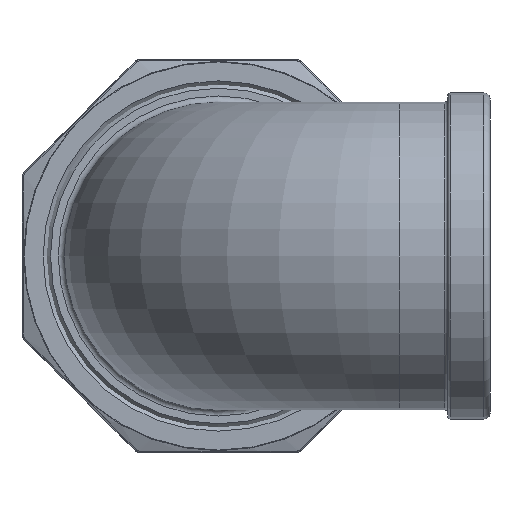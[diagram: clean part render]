
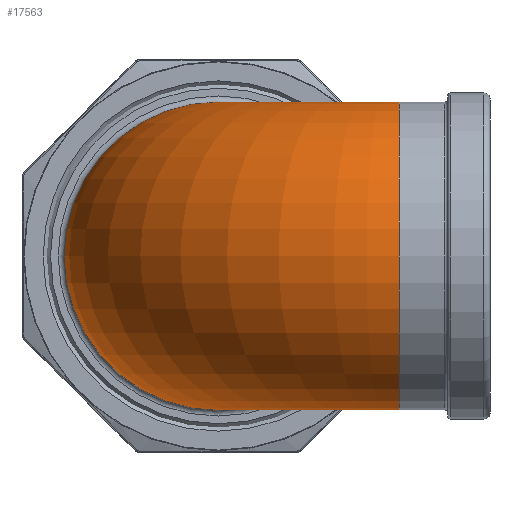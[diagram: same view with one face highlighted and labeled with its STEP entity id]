
A CAD part, left-side view. The second image highlights one B-rep face of the part: STEP entity #17563.
In plain terms, the highlighted toroidal (fillet/blend) face has major radius 30 mm and minor radius 25.5 mm.
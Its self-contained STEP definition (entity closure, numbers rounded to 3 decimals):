
#24 = DIRECTION ( 'NONE',  ( 0., -1., 0. ) ) ;
#981 = CARTESIAN_POINT ( 'NONE',  ( -25., -30., 0. ) ) ;
#1384 = CARTESIAN_POINT ( 'NONE',  ( -29.5, -30., 0. ) ) ;
#2232 = FACE_OUTER_BOUND ( 'NONE', #9965, .T. ) ;
#2395 = DIRECTION ( 'NONE',  ( 1., 0., 0. ) ) ;
#2455 = CIRCLE ( 'NONE', #9868, 25.5 ) ;
#3684 = AXIS2_PLACEMENT_3D ( 'NONE', #4877, #10305, #14262 ) ;
#3798 = EDGE_CURVE ( 'NONE', #7394, #7394, #2455, .T. ) ;
#4877 = CARTESIAN_POINT ( 'NONE',  ( -55., -30., 0. ) ) ;
#5576 = CARTESIAN_POINT ( 'NONE',  ( -25., 0., 0. ) ) ;
#6691 = ORIENTED_EDGE ( 'NONE', *, *, #3798, .T. ) ;
#6908 = VERTEX_POINT ( 'NONE', #1384 ) ;
#7394 = VERTEX_POINT ( 'NONE', #16021 ) ;
#8416 = AXIS2_PLACEMENT_3D ( 'NONE', #981, #14627, #2395 ) ;
#9224 = EDGE_CURVE ( 'NONE', #6908, #6908, #11370, .T. ) ;
#9868 = AXIS2_PLACEMENT_3D ( 'NONE', #5576, #13601, #24 ) ;
#9965 = EDGE_LOOP ( 'NONE', ( #11626 ) ) ;
#10305 = DIRECTION ( 'NONE',  ( 0., -1., 0. ) ) ;
#10384 = TOROIDAL_SURFACE ( 'NONE', #8416, 30., 25.5 ) ;
#11370 = CIRCLE ( 'NONE', #3684, 25.5 ) ;
#11626 = ORIENTED_EDGE ( 'NONE', *, *, #9224, .F. ) ;
#13140 = EDGE_LOOP ( 'NONE', ( #6691 ) ) ;
#13601 = DIRECTION ( 'NONE',  ( -1., 0., 0. ) ) ;
#14262 = DIRECTION ( 'NONE',  ( 1., 0., 0. ) ) ;
#14627 = DIRECTION ( 'NONE',  ( 0., 0., 1. ) ) ;
#16021 = CARTESIAN_POINT ( 'NONE',  ( -25., -25.5, 0. ) ) ;
#16153 = FACE_OUTER_BOUND ( 'NONE', #13140, .T. ) ;
#17563 = ADVANCED_FACE ( 'NONE', ( #2232, #16153 ), #10384, .T. ) ;
